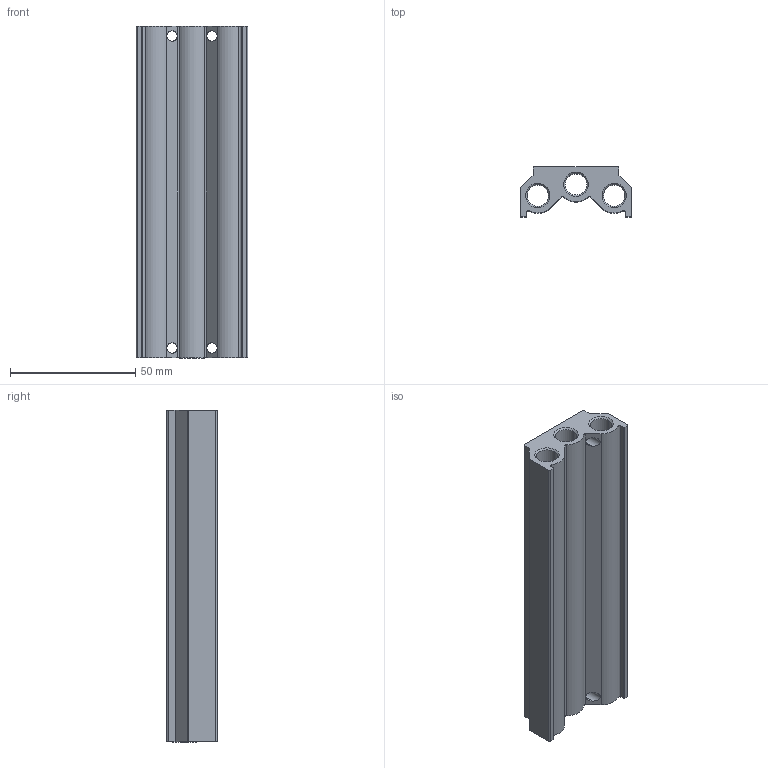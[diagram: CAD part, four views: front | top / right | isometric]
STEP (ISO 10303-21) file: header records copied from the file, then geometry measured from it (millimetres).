
FILE_DESCRIPTION (( 'STEP AP203' ), '1' );
FILE_NAME ('SV521-10F.STEP', '2022-08-02T08:20:50', ( '' ), ( '' ), 'SwSTEP 2.0', 'SolidWorks 2022', '' );
FILE_SCHEMA (( 'CONFIG_CONTROL_DESIGN' ));
Length unit declared in the file: millimetre
Products named in the file (1): SV521-10F
Bounding box: 44.5 x 20 x 132.5 mm (x, y, z)
Volume: 63182.3 mm3; surface area: 30251 mm2
Topology: 1 solids, 1 shells, 198 faces, 464 edges, 284 vertices
Faces by surface type: cone 92, cylinder 71, plane 35
Entity records: 5799 total; most frequent: DIRECTION 1088, CARTESIAN_POINT 1003, ORIENTED_EDGE 928, EDGE_CURVE 464, AXIS2_PLACEMENT_3D 441, VERTEX_POINT 284, CIRCLE 242, EDGE_LOOP 228
